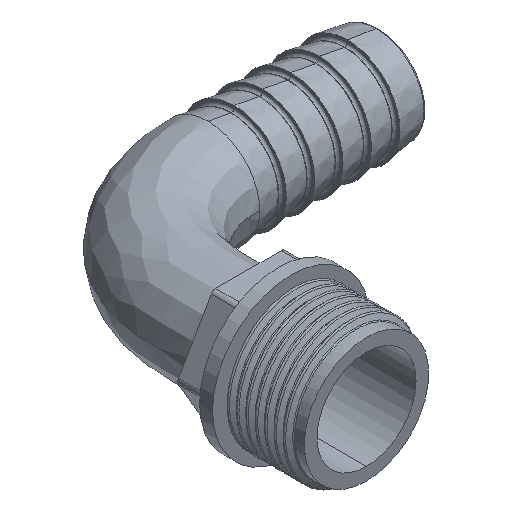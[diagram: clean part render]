
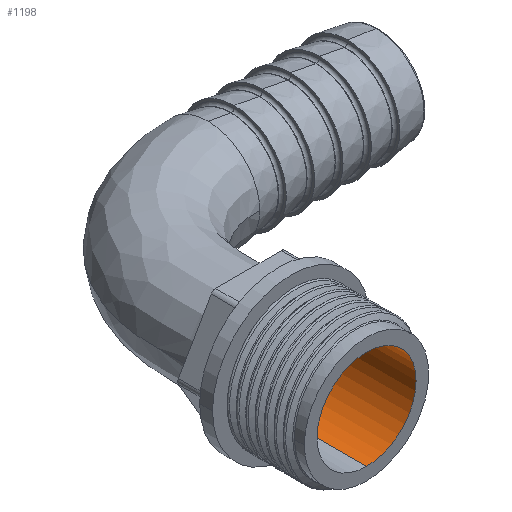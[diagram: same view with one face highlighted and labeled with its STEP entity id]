
A CAD part, isometric view. The second image highlights one B-rep face of the part: STEP entity #1198.
In plain terms, the highlighted cylindrical face has radius 9.6 mm (diameter 19.2 mm), a partial arc.
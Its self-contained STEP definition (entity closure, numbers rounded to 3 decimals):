
#45 = AXIS2_PLACEMENT_3D ( 'NONE', #5183, #5179, #5185 ) ;
#85 = AXIS2_PLACEMENT_3D ( 'NONE', #3570, #3571, #3572 ) ;
#88 = VECTOR ( 'NONE', #947, 1000. ) ;
#90 = CIRCLE ( 'NONE', #85, 9.6 ) ;
#268 = VECTOR ( 'NONE', #6548, 1000. ) ;
#681 = EDGE_CURVE ( 'NONE', #3916, #3915, #941, .T. ) ;
#715 = EDGE_CURVE ( 'NONE', #3913, #3914, #6545, .T. ) ;
#825 = ORIENTED_EDGE ( 'NONE', *, *, #715, .F. ) ;
#826 = ORIENTED_EDGE ( 'NONE', *, *, #1273, .F. ) ;
#827 = ORIENTED_EDGE ( 'NONE', *, *, #681, .T. ) ;
#828 = ORIENTED_EDGE ( 'NONE', *, *, #1166, .T. ) ;
#941 = LINE ( 'NONE', #945, #88 ) ;
#945 = CARTESIAN_POINT ( 'NONE',  ( 0., -53.7, 9.6 ) ) ;
#947 = DIRECTION ( 'NONE',  ( 0., 1., 0. ) ) ;
#1166 = EDGE_CURVE ( 'NONE', #3915, #3914, #90, .T. ) ;
#1198 = ADVANCED_FACE ( 'NONE', ( #5182 ), #5184, .F. ) ;
#1273 = EDGE_CURVE ( 'NONE', #3916, #3913, #3806, .T. ) ;
#3570 = CARTESIAN_POINT ( 'NONE',  ( 0., -35.25, 0. ) ) ;
#3571 = DIRECTION ( 'NONE',  ( 0., 1., 0. ) ) ;
#3572 = DIRECTION ( 'NONE',  ( 0., 0., -1. ) ) ;
#3806 = CIRCLE ( 'NONE', #3808, 9.6 ) ;
#3808 = AXIS2_PLACEMENT_3D ( 'NONE', #7566, #7567, #7568 ) ;
#3886 = EDGE_LOOP ( 'NONE', ( #825, #826, #827, #828 ) ) ;
#3913 = VERTEX_POINT ( 'NONE', #7919 ) ;
#3914 = VERTEX_POINT ( 'NONE', #7920 ) ;
#3915 = VERTEX_POINT ( 'NONE', #7921 ) ;
#3916 = VERTEX_POINT ( 'NONE', #7922 ) ;
#5179 = DIRECTION ( 'NONE',  ( 0., 1., 0. ) ) ;
#5182 = FACE_OUTER_BOUND ( 'NONE', #3886, .T. ) ;
#5183 = CARTESIAN_POINT ( 'NONE',  ( 0., -53.7, 0. ) ) ;
#5184 = CYLINDRICAL_SURFACE ( 'NONE', #45, 9.6 ) ;
#5185 = DIRECTION ( 'NONE',  ( 0., 0., 1. ) ) ;
#6545 = LINE ( 'NONE', #6547, #268 ) ;
#6547 = CARTESIAN_POINT ( 'NONE',  ( 0., -53.7, -9.6 ) ) ;
#6548 = DIRECTION ( 'NONE',  ( 0., 1., 0. ) ) ;
#7566 = CARTESIAN_POINT ( 'NONE',  ( 0., -53.7, 0. ) ) ;
#7567 = DIRECTION ( 'NONE',  ( 0., 1., 0. ) ) ;
#7568 = DIRECTION ( 'NONE',  ( 0., 0., 1. ) ) ;
#7919 = CARTESIAN_POINT ( 'NONE',  ( 0., -53.7, -9.6 ) ) ;
#7920 = CARTESIAN_POINT ( 'NONE',  ( 0., -35.25, -9.6 ) ) ;
#7921 = CARTESIAN_POINT ( 'NONE',  ( 0., -35.25, 9.6 ) ) ;
#7922 = CARTESIAN_POINT ( 'NONE',  ( 0., -53.7, 9.6 ) ) ;
